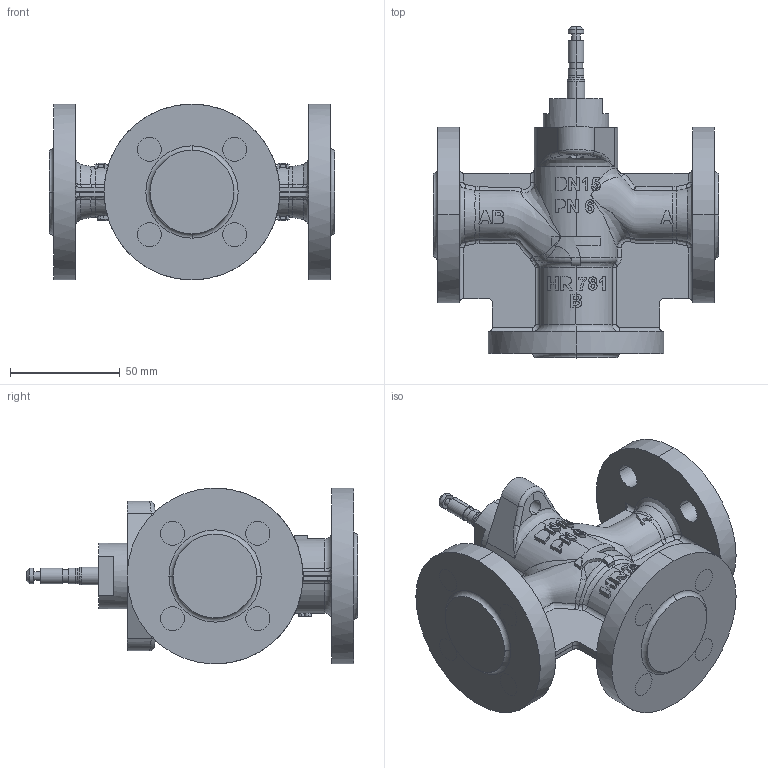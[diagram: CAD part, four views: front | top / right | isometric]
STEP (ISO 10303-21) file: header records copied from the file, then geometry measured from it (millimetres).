
FILE_DESCRIPTION (( 'STEP AP203' ), '1' );
FILE_NAME ('306_DN15_DEF.STEP', '2012-02-13T14:51:40', ( 'test' ), ( '' ), 'SwSTEP 2.0', 'SolidWorks 2011', '' );
FILE_SCHEMA (( 'CONFIG_CONTROL_DESIGN' ));
Length unit declared in the file: millimetre
Products named in the file (1): 306_DN15_DEF
Bounding box: 130.39 x 151.45 x 80.24 mm (x, y, z)
Volume: 313811.4 mm3; surface area: 73007.6 mm2
Topology: 1 solids, 1 shells, 773 faces, 2048 edges, 1314 vertices
Faces by surface type: plane 287, bspline 273, cylinder 163, torus 33, cone 11, sphere 6
Entity records: 185658 total; most frequent: CARTESIAN_POINT 168618, ORIENTED_EDGE 4072, DIRECTION 2742, EDGE_CURVE 2036, VERTEX_POINT 1314, AXIS2_PLACEMENT_3D 1020, EDGE_LOOP 822, B_SPLINE_CURVE_WITH_KNOTS 778
